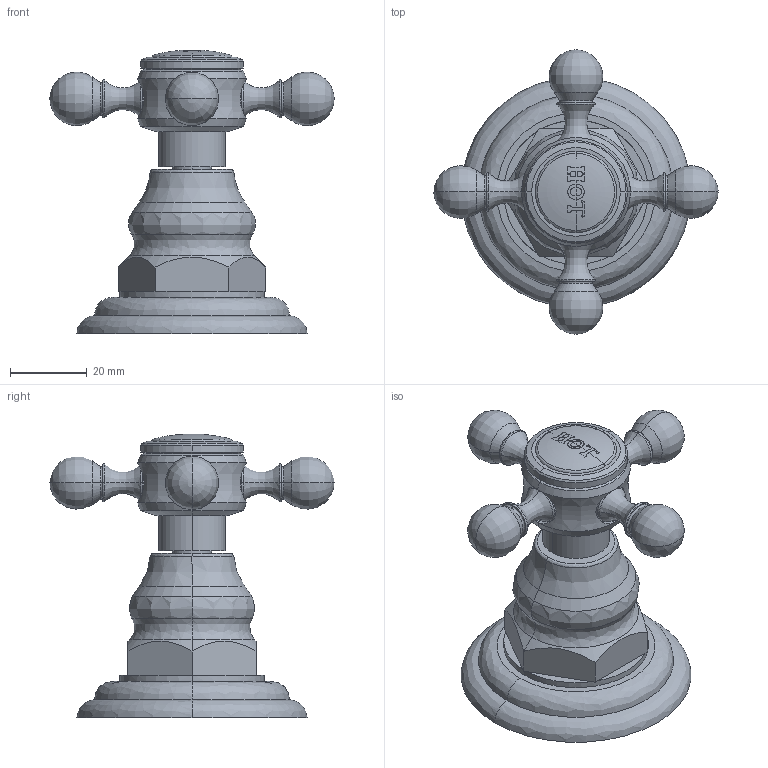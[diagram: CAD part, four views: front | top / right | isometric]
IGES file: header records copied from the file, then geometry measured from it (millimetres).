
Start section:  PTC IGES file: 3-163h.igs
Global section: file name: 3-163h.igs; native system: Creo Parametric by PTC Inc.; preprocessor: 2018400; author: jinson.thomas; organization: Unknown; date: 20201230.140937; units: inch
Bounding box: 74.04 x 74.04 x 73.96 mm (x, y, z)
Volume: 67664.6 mm3; surface area: 15918 mm2
Topology: 1 solids, 1 shells, 202 faces, 468 edges, 271 vertices
Faces by surface type: revolution 134, bspline 64, extrusion 4
